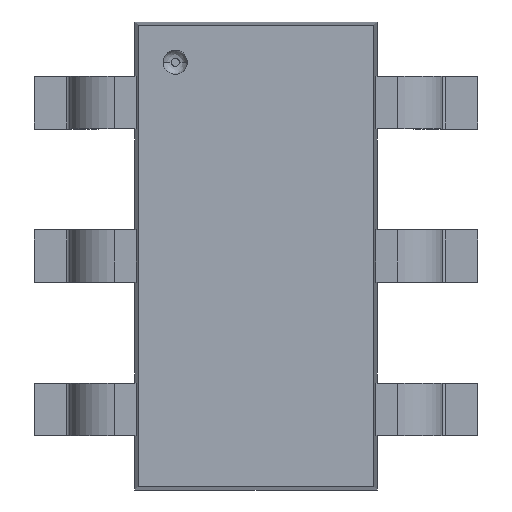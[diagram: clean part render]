
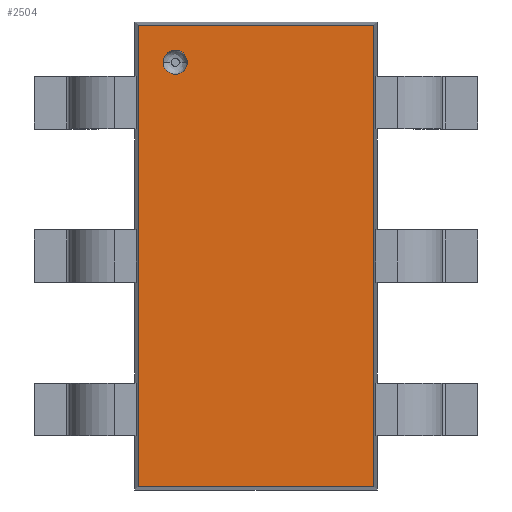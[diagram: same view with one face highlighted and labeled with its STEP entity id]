
A CAD part, top view. The second image highlights one B-rep face of the part: STEP entity #2504.
In plain terms, the highlighted planar face has unit normal (0, 0, 1).
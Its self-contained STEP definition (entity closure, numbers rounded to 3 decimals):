
#743=DIRECTION('',(0.,1.,0.));
#744=VECTOR('',#743,2.858);
#745=CARTESIAN_POINT('',(-0.729,-1.429,1.1));
#746=LINE('',#745,#744);
#747=DIRECTION('',(1.,0.,0.));
#748=VECTOR('',#747,1.458);
#749=CARTESIAN_POINT('',(-0.729,1.429,1.1));
#750=LINE('',#749,#748);
#751=DIRECTION('',(0.,-1.,0.));
#752=VECTOR('',#751,2.858);
#753=CARTESIAN_POINT('',(0.729,1.429,1.1));
#754=LINE('',#753,#752);
#755=DIRECTION('',(-1.,0.,0.));
#756=VECTOR('',#755,1.458);
#757=CARTESIAN_POINT('',(0.729,-1.429,1.1));
#758=LINE('',#757,#756);
#759=CARTESIAN_POINT('',(-0.5,1.2,1.1));
#760=DIRECTION('',(0.,0.,1.));
#761=DIRECTION('',(1.,0.,0.));
#762=AXIS2_PLACEMENT_3D('',#759,#760,#761);
#764=CARTESIAN_POINT('',(-0.5,1.2,1.1));
#765=DIRECTION('',(0.,0.,1.));
#766=DIRECTION('',(-1.,0.,0.));
#767=AXIS2_PLACEMENT_3D('',#764,#765,#766);
#1267=CARTESIAN_POINT('',(-0.729,1.429,1.1));
#1268=VERTEX_POINT('',#1267);
#1269=CARTESIAN_POINT('',(-0.729,-1.429,1.1));
#1270=VERTEX_POINT('',#1269);
#1363=CARTESIAN_POINT('',(0.729,1.429,1.1));
#1364=VERTEX_POINT('',#1363);
#1427=CARTESIAN_POINT('',(0.729,-1.429,1.1));
#1428=VERTEX_POINT('',#1427);
#1437=CARTESIAN_POINT('',(-0.425,1.2,1.1));
#1438=CARTESIAN_POINT('',(-0.575,1.2,1.1));
#1439=VERTEX_POINT('',#1437);
#1440=VERTEX_POINT('',#1438);
#2487=CARTESIAN_POINT('',(0.,0.,1.1));
#2488=DIRECTION('',(0.,0.,1.));
#2489=DIRECTION('',(1.,0.,0.));
#2490=AXIS2_PLACEMENT_3D('',#2487,#2488,#2489);
#2491=PLANE('',#2490);
#2492=ORIENTED_EDGE('',*,*,#1681,.T.);
#2493=ORIENTED_EDGE('',*,*,#2129,.T.);
#2494=ORIENTED_EDGE('',*,*,#2353,.T.);
#2495=ORIENTED_EDGE('',*,*,#2456,.T.);
#2496=EDGE_LOOP('',(#2492,#2493,#2494,#2495));
#2497=FACE_OUTER_BOUND('',#2496,.F.);
#2499=ORIENTED_EDGE('',*,*,#2498,.T.);
#2501=ORIENTED_EDGE('',*,*,#2500,.T.);
#2502=EDGE_LOOP('',(#2499,#2501));
#2503=FACE_BOUND('',#2502,.F.);
#763=CIRCLE('',#762,0.075);
#768=CIRCLE('',#767,0.075);
#1681=EDGE_CURVE('',#1270,#1268,#746,.T.);
#2129=EDGE_CURVE('',#1268,#1364,#750,.T.);
#2353=EDGE_CURVE('',#1364,#1428,#754,.T.);
#2456=EDGE_CURVE('',#1428,#1270,#758,.T.);
#2498=EDGE_CURVE('',#1439,#1440,#763,.T.);
#2500=EDGE_CURVE('',#1440,#1439,#768,.T.);
#2504=ADVANCED_FACE('',(#2497,#2503),#2491,.T.);
